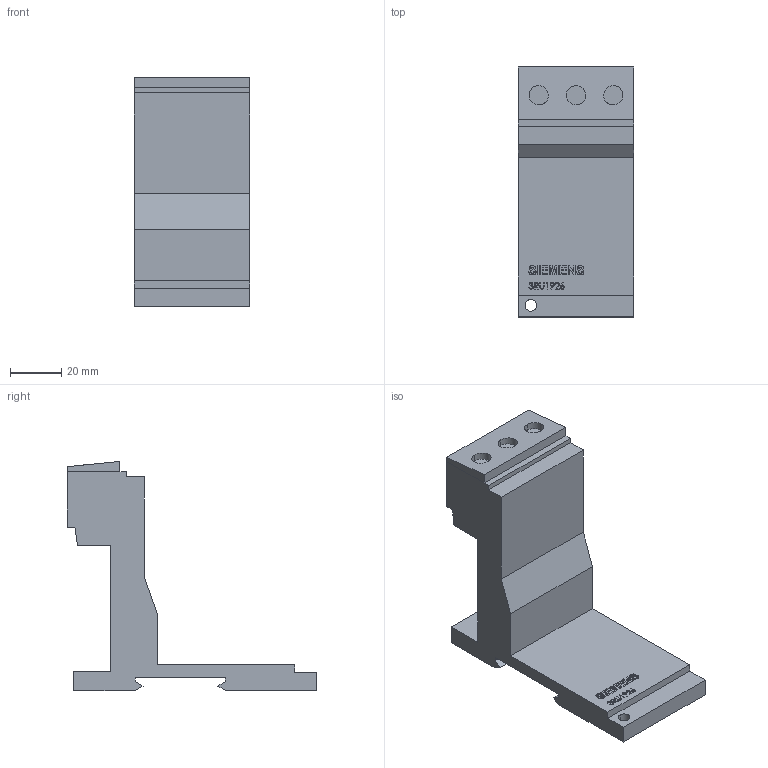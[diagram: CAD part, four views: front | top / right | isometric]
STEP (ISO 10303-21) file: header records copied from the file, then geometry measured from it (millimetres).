
FILE_DESCRIPTION (( 'STEP AP214' ), '1' );
FILE_NAME ('3RU1926_00001674_000__3D.STEP', '2007-02-13T13:12:40', ( 'Uwe Förster' ), ( 'Siemens and Partners' ), 'SwSTEP 2.0', 'SolidWorks 2007', '' );
FILE_SCHEMA (( 'AUTOMOTIVE_DESIGN' ));
Length unit declared in the file: millimetre
Products named in the file (1): 3RU1926_00001674_000__3D
Bounding box: 45 x 97 x 89 mm (x, y, z)
Volume: 103717.6 mm3; surface area: 23883.5 mm2
Topology: 1 solids, 1 shells, 252 faces, 676 edges, 449 vertices
Faces by surface type: plane 162, bspline 80, cylinder 10
Entity records: 14837 total; most frequent: CARTESIAN_POINT 6276, ORIENTED_EDGE 1352, DIRECTION 870, EDGE_CURVE 676, VECTOR 496, LINE 496, VERTEX_POINT 449, EDGE_LOOP 279
